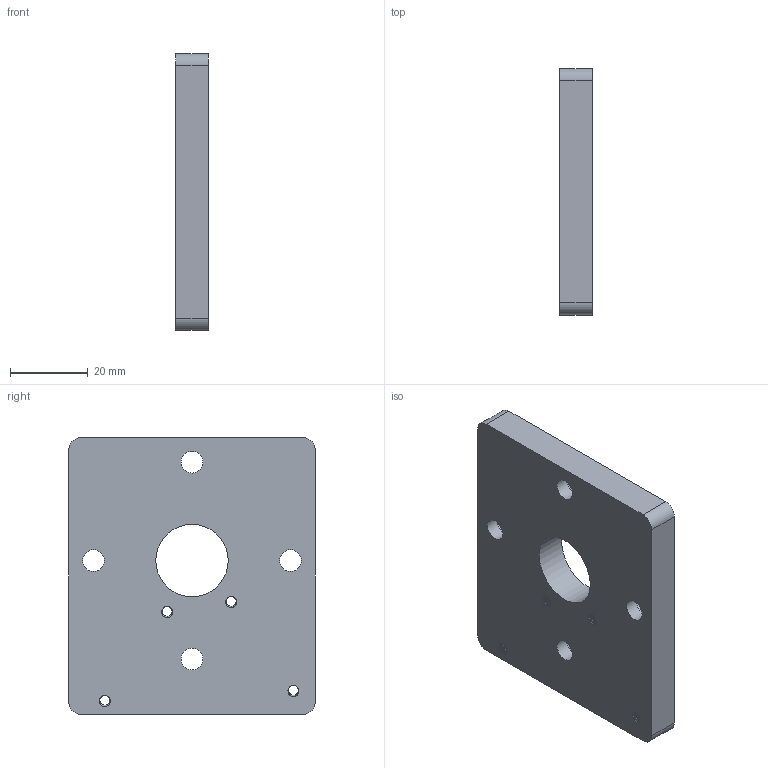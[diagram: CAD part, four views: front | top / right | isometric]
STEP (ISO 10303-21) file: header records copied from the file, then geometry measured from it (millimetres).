
FILE_DESCRIPTION(/* description */ (''),/* implementation_level */ '2;1');
FILE_NAME(/* name */ 'Lerdge.com Endstop Sensor Mount.step',/* time_stamp */ '2023-11-25T09:34:05-05:00',/* author */ (''),/* organization */ (''),/* preprocessor_version */ 'ST-DEVELOPER v20',/* originating_system */ 'Autodesk Translation Framework v12.14.0.127',/* authorisation */ '');
FILE_SCHEMA (('AUTOMOTIVE_DESIGN { 1 0 10303 214 3 1 1 }'));
Length unit declared in the file: inch
Products named in the file (1): Lerdge.com Endstop Sensor Mount
Bounding box: 8.26 x 63.5 x 71.44 mm (x, y, z)
Volume: 31961 mm3; surface area: 12627.3 mm2
Topology: 1 solids, 1 shells, 177 faces, 507 edges, 338 vertices
Faces by surface type: cylinder 123, plane 46, bspline 8
Full cylindrical faces by diameter (mm): 2.593 x16, 3.175 x16, 5.613 x4, 18.669 x1
Entity records: 11870 total; most frequent: CARTESIAN_POINT 7623, ORIENTED_EDGE 1014, DIRECTION 645, EDGE_CURVE 507, VERTEX_POINT 338, B_SPLINE_CURVE_WITH_KNOTS 240, LINE 229, VECTOR 229
